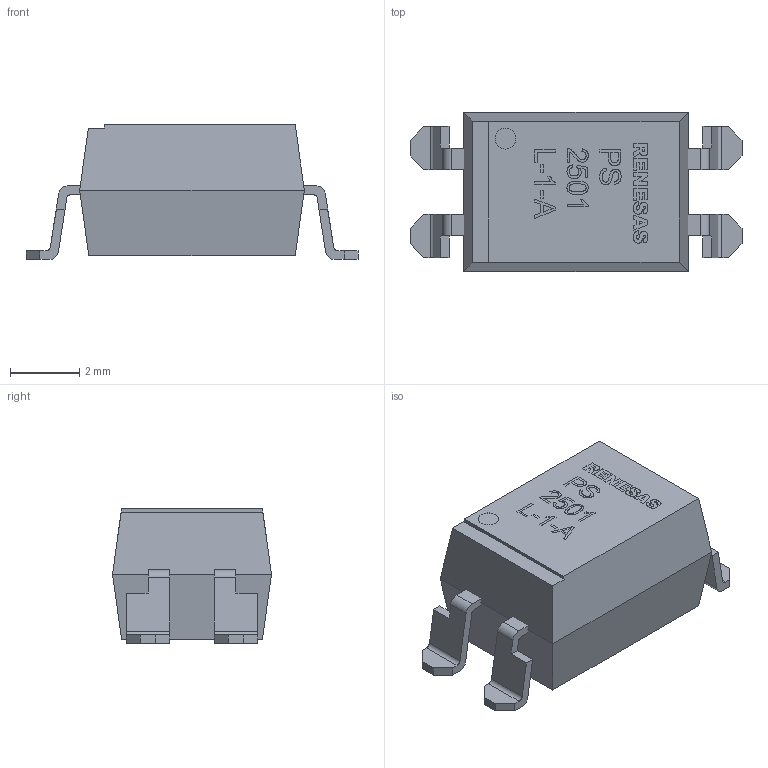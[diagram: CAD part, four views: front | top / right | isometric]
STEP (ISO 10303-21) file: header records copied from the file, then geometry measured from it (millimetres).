
FILE_DESCRIPTION( ( '' ), ' ' );
FILE_NAME( '5c031cc32b446f151ead9f3b.step', '2018-12-01T23:44:03', ( '' ), ( '' ), ' ', ' ', ' ' );
FILE_SCHEMA( ( 'AUTOMOTIVE_DESIGN { 1 0 10303 214 1 1 1 1 }' ) );
Length unit declared in the file: metre
Products named in the file (24): Open CASCADE STEP translator 6.8 3; Open CASCADE STEP translator 6.8 2; Open CASCADE STEP translator 6.8 1
Bounding box: 9.6 x 4.6 x 3.9 mm (x, y, z)
Volume: 106.3 mm3; surface area: 173.6 mm2
Topology: 24 solids, 24 shells, 335 faces, 857 edges, 570 vertices
Faces by surface type: plane 222, extrusion 69, bspline 23, cylinder 21
Full cylindrical faces by diameter (mm): 0.6 x1
Entity records: 18081 total; most frequent: CARTESIAN_POINT 3135, ORIENTED_EDGE 1712, DIRECTION 1310, STYLED_ITEM 1191, PRESENTATION_STYLE_ASSIGNMENT 1191, COLOUR_RGB 1191, EDGE_CURVE 856, CURVE_STYLE 856
